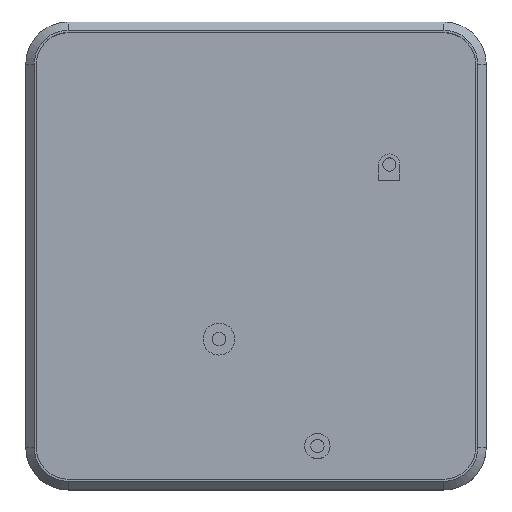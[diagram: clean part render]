
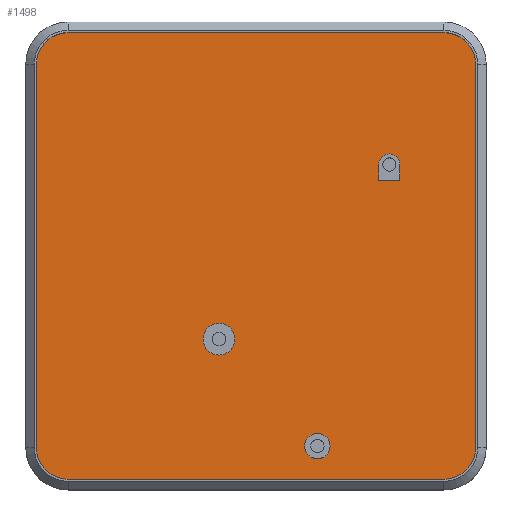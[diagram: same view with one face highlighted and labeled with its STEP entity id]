
A CAD part, top view. The second image highlights one B-rep face of the part: STEP entity #1498.
In plain terms, the highlighted planar face has unit normal (0, 0, 1).
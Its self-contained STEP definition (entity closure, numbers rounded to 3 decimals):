
#41=FACE_BOUND('',#371,.T.);
#42=FACE_BOUND('',#372,.T.);
#43=FACE_BOUND('',#373,.T.);
#103=CIRCLE('',#1560,1.);
#106=CIRCLE('',#1565,1.5);
#108=CIRCLE('',#1569,1.2);
#151=CIRCLE('',#1657,3.);
#152=CIRCLE('',#1660,3.);
#153=CIRCLE('',#1663,3.);
#154=CIRCLE('',#1666,3.);
#255=FACE_OUTER_BOUND('',#370,.T.);
#370=EDGE_LOOP('',(#1352,#1353,#1354,#1355,#1356,#1357,#1358,#1359));
#371=EDGE_LOOP('',(#1360,#1361,#1362,#1363));
#372=EDGE_LOOP('',(#1364));
#373=EDGE_LOOP('',(#1365));
#413=LINE('',#2270,#539);
#417=LINE('',#2278,#543);
#420=LINE('',#2284,#546);
#489=LINE('',#2523,#615);
#493=LINE('',#2532,#619);
#496=LINE('',#2540,#622);
#499=LINE('',#2548,#625);
#539=VECTOR('',#1821,10.);
#543=VECTOR('',#1827,10.);
#546=VECTOR('',#1832,10.);
#615=VECTOR('',#2095,10.);
#619=VECTOR('',#2105,10.);
#622=VECTOR('',#2114,10.);
#625=VECTOR('',#2123,10.);
#668=VERTEX_POINT('',#2268);
#669=VERTEX_POINT('',#2269);
#672=VERTEX_POINT('',#2277);
#674=VERTEX_POINT('',#2283);
#677=VERTEX_POINT('',#2295);
#679=VERTEX_POINT('',#2302);
#746=VERTEX_POINT('',#2520);
#747=VERTEX_POINT('',#2522);
#748=VERTEX_POINT('',#2526);
#749=VERTEX_POINT('',#2530);
#750=VERTEX_POINT('',#2534);
#751=VERTEX_POINT('',#2538);
#752=VERTEX_POINT('',#2542);
#753=VERTEX_POINT('',#2546);
#819=EDGE_CURVE('',#668,#669,#413,.T.);
#823=EDGE_CURVE('',#672,#668,#417,.T.);
#826=EDGE_CURVE('',#669,#674,#420,.T.);
#829=EDGE_CURVE('',#674,#672,#103,.T.);
#833=EDGE_CURVE('',#677,#677,#106,.T.);
#836=EDGE_CURVE('',#679,#679,#108,.T.);
#943=EDGE_CURVE('',#746,#747,#489,.T.);
#946=EDGE_CURVE('',#748,#746,#151,.T.);
#948=EDGE_CURVE('',#749,#748,#493,.T.);
#950=EDGE_CURVE('',#750,#749,#152,.T.);
#952=EDGE_CURVE('',#751,#750,#496,.T.);
#954=EDGE_CURVE('',#752,#751,#153,.T.);
#956=EDGE_CURVE('',#753,#752,#499,.T.);
#957=EDGE_CURVE('',#747,#753,#154,.T.);
#1352=ORIENTED_EDGE('',*,*,#957,.F.);
#1353=ORIENTED_EDGE('',*,*,#943,.F.);
#1354=ORIENTED_EDGE('',*,*,#946,.F.);
#1355=ORIENTED_EDGE('',*,*,#948,.F.);
#1356=ORIENTED_EDGE('',*,*,#950,.F.);
#1357=ORIENTED_EDGE('',*,*,#952,.F.);
#1358=ORIENTED_EDGE('',*,*,#954,.F.);
#1359=ORIENTED_EDGE('',*,*,#956,.F.);
#1360=ORIENTED_EDGE('',*,*,#823,.T.);
#1361=ORIENTED_EDGE('',*,*,#819,.T.);
#1362=ORIENTED_EDGE('',*,*,#826,.T.);
#1363=ORIENTED_EDGE('',*,*,#829,.T.);
#1364=ORIENTED_EDGE('',*,*,#833,.T.);
#1365=ORIENTED_EDGE('',*,*,#836,.T.);
#1409=PLANE('',#1667);
#1498=ADVANCED_FACE('',(#255,#41,#42,#43),#1409,.T.);
#1560=AXIS2_PLACEMENT_3D('',#2289,#1837,#1838);
#1565=AXIS2_PLACEMENT_3D('',#2297,#1848,#1849);
#1569=AXIS2_PLACEMENT_3D('',#2304,#1857,#1858);
#1657=AXIS2_PLACEMENT_3D('',#2528,#2100,#2101);
#1660=AXIS2_PLACEMENT_3D('',#2536,#2109,#2110);
#1663=AXIS2_PLACEMENT_3D('',#2544,#2118,#2119);
#1666=AXIS2_PLACEMENT_3D('',#2550,#2126,#2127);
#1667=AXIS2_PLACEMENT_3D('',#2551,#2128,#2129);
#1821=DIRECTION('',(-1.,0.,0.));
#1827=DIRECTION('',(0.,-1.,0.));
#1832=DIRECTION('',(0.,1.,0.));
#1837=DIRECTION('center_axis',(0.,0.,-1.));
#1838=DIRECTION('ref_axis',(1.,0.,0.));
#1848=DIRECTION('center_axis',(0.,0.,-1.));
#1849=DIRECTION('ref_axis',(1.,0.,0.));
#1857=DIRECTION('center_axis',(0.,0.,-1.));
#1858=DIRECTION('ref_axis',(1.,0.,0.));
#2095=DIRECTION('',(-1.,0.,0.));
#2100=DIRECTION('center_axis',(0.,0.,-1.));
#2101=DIRECTION('ref_axis',(0.,-1.,0.));
#2105=DIRECTION('',(0.,-1.,0.));
#2109=DIRECTION('center_axis',(0.,0.,-1.));
#2110=DIRECTION('ref_axis',(1.,0.,0.));
#2114=DIRECTION('',(1.,0.,0.));
#2118=DIRECTION('center_axis',(0.,0.,-1.));
#2119=DIRECTION('ref_axis',(0.,1.,0.));
#2123=DIRECTION('',(0.,1.,0.));
#2126=DIRECTION('center_axis',(0.,0.,-1.));
#2127=DIRECTION('ref_axis',(-1.,0.,0.));
#2128=DIRECTION('center_axis',(0.,0.,1.));
#2129=DIRECTION('ref_axis',(1.,0.,0.));
#2268=CARTESIAN_POINT('',(13.6,7.,-8.1));
#2269=CARTESIAN_POINT('',(11.6,7.,-8.1));
#2270=CARTESIAN_POINT('',(5.8,7.,-8.1));
#2277=CARTESIAN_POINT('',(13.6,8.5,-8.1));
#2278=CARTESIAN_POINT('',(13.6,3.425,-8.1));
#2283=CARTESIAN_POINT('',(11.6,8.5,-8.1));
#2284=CARTESIAN_POINT('',(11.6,4.175,-8.1));
#2289=CARTESIAN_POINT('Origin',(12.6,8.5,-8.1));
#2295=CARTESIAN_POINT('',(-5.,-8.,-8.1));
#2297=CARTESIAN_POINT('Origin',(-3.5,-8.,-8.1));
#2302=CARTESIAN_POINT('',(4.6,-18.1,-8.1));
#2304=CARTESIAN_POINT('Origin',(5.8,-18.1,-8.1));
#2520=CARTESIAN_POINT('',(17.75,-21.25,-8.1));
#2522=CARTESIAN_POINT('',(-17.75,-21.25,-8.1));
#2523=CARTESIAN_POINT('',(17.75,-21.25,-8.1));
#2526=CARTESIAN_POINT('',(20.75,-18.25,-8.1));
#2528=CARTESIAN_POINT('Origin',(17.75,-18.25,-8.1));
#2530=CARTESIAN_POINT('',(20.75,17.95,-8.1));
#2532=CARTESIAN_POINT('',(20.75,17.95,-8.1));
#2534=CARTESIAN_POINT('',(17.75,20.95,-8.1));
#2536=CARTESIAN_POINT('Origin',(17.75,17.95,-8.1));
#2538=CARTESIAN_POINT('',(-17.75,20.95,-8.1));
#2540=CARTESIAN_POINT('',(-17.75,20.95,-8.1));
#2542=CARTESIAN_POINT('',(-20.75,17.95,-8.1));
#2544=CARTESIAN_POINT('Origin',(-17.75,17.95,-8.1));
#2546=CARTESIAN_POINT('',(-20.75,-18.25,-8.1));
#2548=CARTESIAN_POINT('',(-20.75,-18.25,-8.1));
#2550=CARTESIAN_POINT('Origin',(-17.75,-18.25,-8.1));
#2551=CARTESIAN_POINT('Origin',(0.,-0.15,
-8.1));
